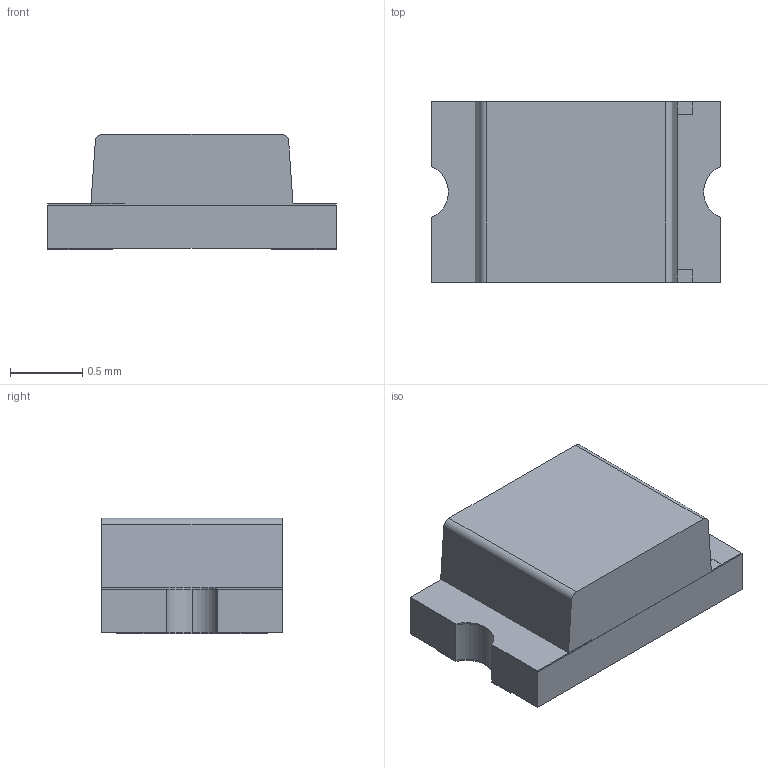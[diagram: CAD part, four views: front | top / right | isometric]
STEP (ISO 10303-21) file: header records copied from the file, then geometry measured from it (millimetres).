
FILE_DESCRIPTION (( 'STEP AP214' ), '1' );
FILE_NAME ('LTST-C171KSKT.STEP', '2024-10-09T16:00:13', ( '' ), ( '' ), 'SwSTEP 2.0', 'SolidWorks 2024', '' );
FILE_SCHEMA (( 'AUTOMOTIVE_DESIGN' ));
Length unit declared in the file: millimetre
Products named in the file (1): LTST-C171KSKT
Bounding box: 2 x 1.25 x 0.8 mm (x, y, z)
Volume: 1.6 mm3; surface area: 16.5 mm2
Topology: 5 solids, 5 shells, 63 faces, 159 edges, 106 vertices
Faces by surface type: plane 52, cylinder 11
Entity records: 2495 total; most frequent: CARTESIAN_POINT 329, ORIENTED_EDGE 318, DIRECTION 309, EDGE_CURVE 159, LINE 137, VECTOR 137, VERTEX_POINT 106, AXIS2_PLACEMENT_3D 86
